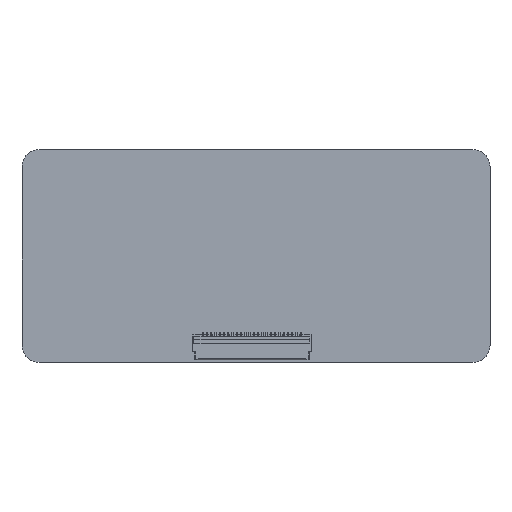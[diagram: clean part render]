
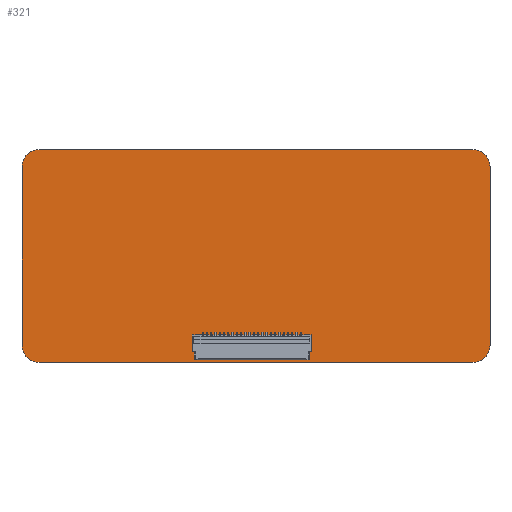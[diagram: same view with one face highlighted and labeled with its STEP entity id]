
A CAD part, top view. The second image highlights one B-rep face of the part: STEP entity #321.
In plain terms, the highlighted planar face has unit normal (0, 0, 1).
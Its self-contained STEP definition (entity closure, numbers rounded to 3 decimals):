
#56 = VERTEX_POINT('',#57);
#57 = CARTESIAN_POINT('',(2.,0.,1.591));
#63 = EDGE_CURVE('',#56,#64,#66,.T.);
#64 = VERTEX_POINT('',#65);
#65 = CARTESIAN_POINT('',(0.,2.,1.591));
#66 = CIRCLE('',#67,2.001);
#67 = AXIS2_PLACEMENT_3D('',#68,#69,#70);
#68 = CARTESIAN_POINT('',(2.001,2.001,1.591));
#69 = DIRECTION('',(0.,0.,-1.));
#70 = DIRECTION('',(0.,-1.,-0.));
#96 = EDGE_CURVE('',#64,#97,#99,.T.);
#97 = VERTEX_POINT('',#98);
#98 = CARTESIAN_POINT('',(0.,23.,1.591));
#99 = LINE('',#100,#101);
#100 = CARTESIAN_POINT('',(0.,2.,1.591));
#101 = VECTOR('',#102,1.);
#102 = DIRECTION('',(0.,1.,0.));
#127 = EDGE_CURVE('',#97,#128,#130,.T.);
#128 = VERTEX_POINT('',#129);
#129 = CARTESIAN_POINT('',(2.,25.,1.591));
#130 = CIRCLE('',#131,2.001);
#131 = AXIS2_PLACEMENT_3D('',#132,#133,#134);
#132 = CARTESIAN_POINT('',(2.001,22.999,1.591));
#133 = DIRECTION('',(0.,0.,-1.));
#134 = DIRECTION('',(-1.,0.,0.));
#160 = EDGE_CURVE('',#128,#161,#163,.T.);
#161 = VERTEX_POINT('',#162);
#162 = CARTESIAN_POINT('',(53.,25.,1.591));
#163 = LINE('',#164,#165);
#164 = CARTESIAN_POINT('',(2.,25.,1.591));
#165 = VECTOR('',#166,1.);
#166 = DIRECTION('',(1.,0.,0.));
#191 = EDGE_CURVE('',#161,#192,#194,.T.);
#192 = VERTEX_POINT('',#193);
#193 = CARTESIAN_POINT('',(55.,23.,1.591));
#194 = CIRCLE('',#195,2.001);
#195 = AXIS2_PLACEMENT_3D('',#196,#197,#198);
#196 = CARTESIAN_POINT('',(52.999,22.999,1.591));
#197 = DIRECTION('',(0.,0.,-1.));
#198 = DIRECTION('',(0.,1.,0.));
#224 = EDGE_CURVE('',#192,#225,#227,.T.);
#225 = VERTEX_POINT('',#226);
#226 = CARTESIAN_POINT('',(55.,2.,1.591));
#227 = LINE('',#228,#229);
#228 = CARTESIAN_POINT('',(55.,23.,1.591));
#229 = VECTOR('',#230,1.);
#230 = DIRECTION('',(0.,-1.,0.));
#255 = EDGE_CURVE('',#225,#256,#258,.T.);
#256 = VERTEX_POINT('',#257);
#257 = CARTESIAN_POINT('',(53.,0.,1.591));
#258 = CIRCLE('',#259,2.001);
#259 = AXIS2_PLACEMENT_3D('',#260,#261,#262);
#260 = CARTESIAN_POINT('',(52.999,2.001,1.591));
#261 = DIRECTION('',(0.,0.,-1.));
#262 = DIRECTION('',(1.,0.,0.));
#288 = EDGE_CURVE('',#256,#56,#289,.T.);
#289 = LINE('',#290,#291);
#290 = CARTESIAN_POINT('',(53.,0.,1.591));
#291 = VECTOR('',#292,1.);
#292 = DIRECTION('',(-1.,0.,0.));
#321 = ADVANCED_FACE('',(#322),#332,.F.);
#322 = FACE_BOUND('',#323,.F.);
#323 = EDGE_LOOP('',(#324,#325,#326,#327,#328,#329,#330,#331));
#324 = ORIENTED_EDGE('',*,*,#63,.T.);
#325 = ORIENTED_EDGE('',*,*,#96,.T.);
#326 = ORIENTED_EDGE('',*,*,#127,.T.);
#327 = ORIENTED_EDGE('',*,*,#160,.T.);
#328 = ORIENTED_EDGE('',*,*,#191,.T.);
#329 = ORIENTED_EDGE('',*,*,#224,.T.);
#330 = ORIENTED_EDGE('',*,*,#255,.T.);
#331 = ORIENTED_EDGE('',*,*,#288,.T.);
#332 = PLANE('',#333);
#333 = AXIS2_PLACEMENT_3D('',#334,#335,#336);
#334 = CARTESIAN_POINT('',(27.5,12.5,1.591));
#335 = DIRECTION('',(-0.,-0.,-1.));
#336 = DIRECTION('',(-1.,0.,0.));
